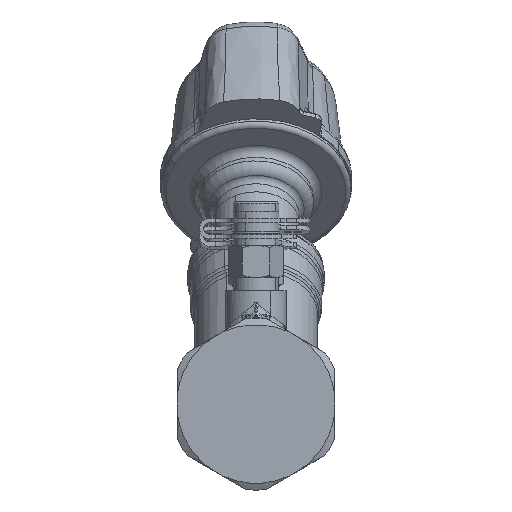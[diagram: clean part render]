
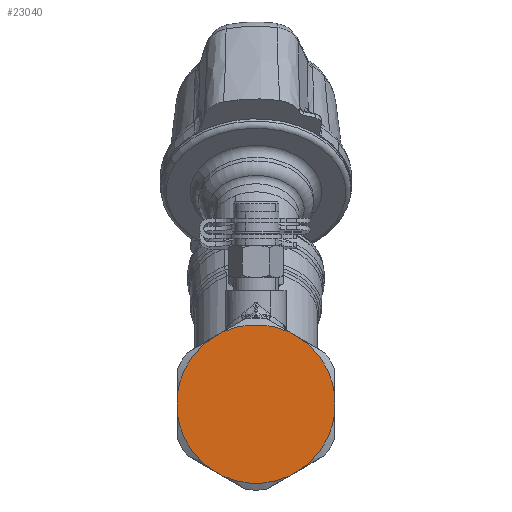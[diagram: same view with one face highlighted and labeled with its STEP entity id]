
A CAD part, front view. The second image highlights one B-rep face of the part: STEP entity #23040.
In plain terms, the highlighted planar face has unit normal (0, -1, 0).
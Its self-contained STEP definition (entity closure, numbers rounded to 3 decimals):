
#13017=CARTESIAN_POINT('Vertex',(9.825,-57.5,21.348)) ;
#13022=CARTESIAN_POINT('Line Origine',(11.7,-57.5,20.265)) ;
#13026=CARTESIAN_POINT('Vertex',(13.575,-57.5,19.182)) ;
#15642=CARTESIAN_POINT('Vertex',(-13.575,-57.5,19.182)) ;
#15647=CARTESIAN_POINT('Line Origine',(-11.7,-57.5,20.265)) ;
#15651=CARTESIAN_POINT('Vertex',(-9.825,-57.5,21.348)) ;
#22923=CARTESIAN_POINT('Axis2P3D Location',(0.,-57.5,0.)) ;
#22927=CARTESIAN_POINT('Vertex',(23.4,-57.5,2.166)) ;
#22962=CARTESIAN_POINT('Axis2P3D Location',(0.,-57.5,21.6)) ;
#22967=CARTESIAN_POINT('Axis2P3D Location',(0.,-57.5,0.)) ;
#22971=CARTESIAN_POINT('Vertex',(-13.575,-57.5,-19.182)) ;
#22973=CARTESIAN_POINT('Vertex',(-23.4,-57.5,-2.166)) ;
#22976=CARTESIAN_POINT('Line Origine',(-11.7,-57.5,-20.265)) ;
#22980=CARTESIAN_POINT('Vertex',(-9.825,-57.5,-21.348)) ;
#22983=CARTESIAN_POINT('Axis2P3D Location',(0.,-57.5,0.)) ;
#22987=CARTESIAN_POINT('Vertex',(9.825,-57.5,-21.348)) ;
#22990=CARTESIAN_POINT('Line Origine',(11.7,-57.5,-20.265)) ;
#22994=CARTESIAN_POINT('Vertex',(13.575,-57.5,-19.182)) ;
#22997=CARTESIAN_POINT('Axis2P3D Location',(0.,-57.5,0.)) ;
#23001=CARTESIAN_POINT('Vertex',(23.4,-57.5,-2.166)) ;
#23004=CARTESIAN_POINT('Line Origine',(23.4,-57.5,0.)) ;
#23009=CARTESIAN_POINT('Axis2P3D Location',(0.,-57.5,0.)) ;
#23014=CARTESIAN_POINT('Axis2P3D Location',(0.,-57.5,0.)) ;
#23018=CARTESIAN_POINT('Vertex',(-23.4,-57.5,2.166)) ;
#23021=CARTESIAN_POINT('Line Origine',(-23.4,-57.5,0.)) ;
#13024=VECTOR('Line Direction',#13023,1.) ;
#15649=VECTOR('Line Direction',#15648,1.) ;
#22978=VECTOR('Line Direction',#22977,1.) ;
#22992=VECTOR('Line Direction',#22991,1.) ;
#23006=VECTOR('Line Direction',#23005,1.) ;
#23023=VECTOR('Line Direction',#23022,1.) ;
#13023=DIRECTION('Vector Direction',(0.866,0.,-0.5)) ;
#15648=DIRECTION('Vector Direction',(-0.866,0.,-0.5)) ;
#22924=DIRECTION('Axis2P3D Direction',(0.,1.,0.)) ;
#22963=DIRECTION('Axis2P3D Direction',(-0.,1.,0.)) ;
#22964=DIRECTION('Axis2P3D XDirection',(1.,0.,0.)) ;
#22968=DIRECTION('Axis2P3D Direction',(-0.,1.,0.)) ;
#22977=DIRECTION('Vector Direction',(-0.866,0.,0.5)) ;
#22984=DIRECTION('Axis2P3D Direction',(-0.,1.,0.)) ;
#22991=DIRECTION('Vector Direction',(0.866,0.,0.5)) ;
#22998=DIRECTION('Axis2P3D Direction',(-0.,1.,0.)) ;
#23005=DIRECTION('Vector Direction',(0.,0.,-1.)) ;
#23010=DIRECTION('Axis2P3D Direction',(-0.,1.,0.)) ;
#23015=DIRECTION('Axis2P3D Direction',(-0.,1.,0.)) ;
#23022=DIRECTION('Vector Direction',(0.,0.,1.)) ;
#22925=AXIS2_PLACEMENT_3D('Circle Axis2P3D',#22923,#22924,$) ;
#22965=AXIS2_PLACEMENT_3D('Plane Axis2P3D',#22962,#22963,#22964) ;
#22969=AXIS2_PLACEMENT_3D('Circle Axis2P3D',#22967,#22968,$) ;
#22985=AXIS2_PLACEMENT_3D('Circle Axis2P3D',#22983,#22984,$) ;
#22999=AXIS2_PLACEMENT_3D('Circle Axis2P3D',#22997,#22998,$) ;
#23011=AXIS2_PLACEMENT_3D('Circle Axis2P3D',#23009,#23010,$) ;
#23016=AXIS2_PLACEMENT_3D('Circle Axis2P3D',#23014,#23015,$) ;
#13025=LINE('Line',#13022,#13024) ;
#15650=LINE('Line',#15647,#15649) ;
#22979=LINE('Line',#22976,#22978) ;
#22993=LINE('Line',#22990,#22992) ;
#23007=LINE('Line',#23004,#23006) ;
#23024=LINE('Line',#23021,#23023) ;
#22926=CIRCLE('generated circle',#22925,23.5) ;
#22970=CIRCLE('generated circle',#22969,23.5) ;
#22986=CIRCLE('generated circle',#22985,23.5) ;
#23000=CIRCLE('generated circle',#22999,23.5) ;
#23012=CIRCLE('generated circle',#23011,23.5) ;
#23017=CIRCLE('generated circle',#23016,23.5) ;
#22966=PLANE('',#22965) ;
#13028=EDGE_CURVE('',#13018,#13027,#13025,.T.) ;
#15653=EDGE_CURVE('',#15652,#15643,#15650,.T.) ;
#22929=EDGE_CURVE('',#13027,#22928,#22926,.T.) ;
#22975=EDGE_CURVE('',#22972,#22974,#22970,.T.) ;
#22982=EDGE_CURVE('',#22981,#22972,#22979,.T.) ;
#22989=EDGE_CURVE('',#22988,#22981,#22986,.T.) ;
#22996=EDGE_CURVE('',#22988,#22995,#22993,.T.) ;
#23003=EDGE_CURVE('',#23002,#22995,#23000,.T.) ;
#23008=EDGE_CURVE('',#22928,#23002,#23007,.T.) ;
#23013=EDGE_CURVE('',#15652,#13018,#23012,.T.) ;
#23020=EDGE_CURVE('',#23019,#15643,#23017,.T.) ;
#23025=EDGE_CURVE('',#22974,#23019,#23024,.T.) ;
#23027=ORIENTED_EDGE('',*,*,#22975,.F.) ;
#23028=ORIENTED_EDGE('',*,*,#22982,.F.) ;
#23029=ORIENTED_EDGE('',*,*,#22989,.F.) ;
#23030=ORIENTED_EDGE('',*,*,#22996,.T.) ;
#23031=ORIENTED_EDGE('',*,*,#23003,.F.) ;
#23032=ORIENTED_EDGE('',*,*,#23008,.F.) ;
#23033=ORIENTED_EDGE('',*,*,#22929,.F.) ;
#23034=ORIENTED_EDGE('',*,*,#13028,.F.) ;
#23035=ORIENTED_EDGE('',*,*,#23013,.F.) ;
#23036=ORIENTED_EDGE('',*,*,#15653,.T.) ;
#23037=ORIENTED_EDGE('',*,*,#23020,.F.) ;
#23038=ORIENTED_EDGE('',*,*,#23025,.F.) ;
#23026=EDGE_LOOP('',(#23027,#23028,#23029,#23030,#23031,#23032,#23033,#23034,#23035,#23036,#23037,#23038)) ;
#13018=VERTEX_POINT('',#13017) ;
#13027=VERTEX_POINT('',#13026) ;
#15643=VERTEX_POINT('',#15642) ;
#15652=VERTEX_POINT('',#15651) ;
#22928=VERTEX_POINT('',#22927) ;
#22972=VERTEX_POINT('',#22971) ;
#22974=VERTEX_POINT('',#22973) ;
#22981=VERTEX_POINT('',#22980) ;
#22988=VERTEX_POINT('',#22987) ;
#22995=VERTEX_POINT('',#22994) ;
#23002=VERTEX_POINT('',#23001) ;
#23019=VERTEX_POINT('',#23018) ;
#23040=ADVANCED_FACE('PartBody',(#23039),#22966,.F.) ;
#23039=FACE_OUTER_BOUND('',#23026,.T.) ;
